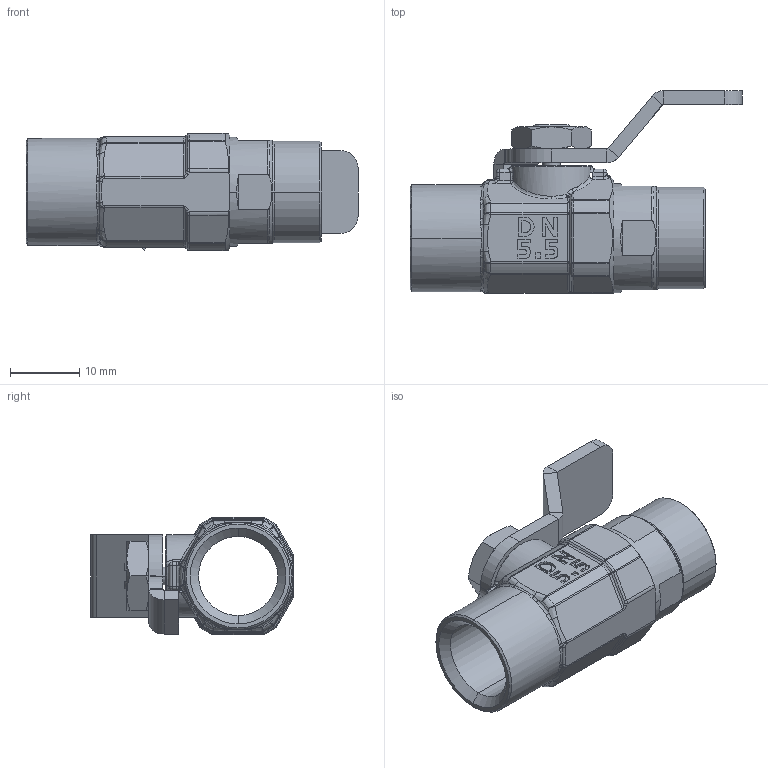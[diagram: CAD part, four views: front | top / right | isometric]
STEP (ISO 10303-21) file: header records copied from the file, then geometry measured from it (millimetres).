
FILE_DESCRIPTION (( 'STEP AP214' ), '1' );
FILE_NAME ('6630000002.STEP', '2016-07-08T06:25:48', ( 'admin' ), ( '' ), 'SwSTEP 2.0', 'SolidWorks 2016', '' );
FILE_SCHEMA (( 'AUTOMOTIVE_DESIGN' ));
Length unit declared in the file: millimetre
Products named in the file (1): 6630000002
Bounding box: 48.06 x 29.35 x 17 mm (x, y, z)
Surface area: 4759.7 mm2 (no closed solid volume)
Topology: 0 solids, 5 shells, 471 faces, 1204 edges, 708 vertices
Faces by surface type: plane 140, bspline 127, cylinder 107, cone 41, sphere 29, torus 27
Entity records: 21253 total; most frequent: CARTESIAN_POINT 5915, ORIENTED_EDGE 2235, DIRECTION 1928, EDGE_CURVE 1184, AXIS2_PLACEMENT_3D 763, VERTEX_POINT 708, EDGE_LOOP 484, UNCERTAINTY_MEASURE_WITH_UNIT 473
